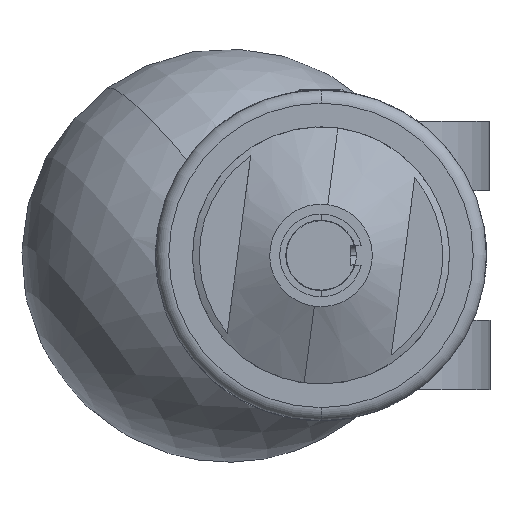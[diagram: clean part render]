
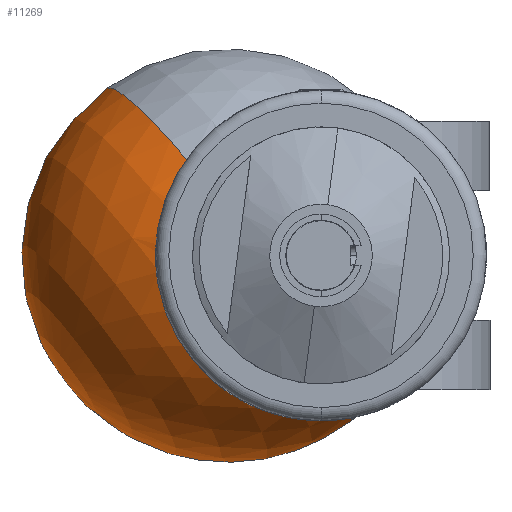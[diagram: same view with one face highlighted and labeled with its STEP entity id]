
A CAD part, left-side view. The second image highlights one B-rep face of the part: STEP entity #11269.
In plain terms, the highlighted spherical face has radius 15.875 mm.
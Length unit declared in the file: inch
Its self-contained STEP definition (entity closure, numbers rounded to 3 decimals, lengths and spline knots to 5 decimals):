
#187 = AXIS2_PLACEMENT_3D ( 'NONE', #4194, #12275, #6138 ) ;
#330 = DIRECTION ( 'NONE',  ( 0., -0.59, -0.808 ) ) ;
#1006 = DIRECTION ( 'NONE',  ( 0.988, 0.156, 0. ) ) ;
#2096 = CARTESIAN_POINT ( 'NONE',  ( 5.13993, 0.39068, -0.14627 ) ) ;
#2304 = ORIENTED_EDGE ( 'NONE', *, *, #9878, .T. ) ;
#2388 = CIRCLE ( 'NONE', #4726, 0.25 ) ;
#2483 = VERTEX_POINT ( 'NONE', #7106 ) ;
#4194 = CARTESIAN_POINT ( 'NONE',  ( 5.73742, 0.28004, 0. ) ) ;
#4227 = VERTEX_POINT ( 'NONE', #7405 ) ;
#4466 = AXIS2_PLACEMENT_3D ( 'NONE', #9277, #11226, #330 ) ;
#4726 = AXIS2_PLACEMENT_3D ( 'NONE', #4850, #1006, #9835 ) ;
#4734 = CARTESIAN_POINT ( 'NONE',  ( 5.73742, 0.28004, 0. ) ) ;
#4850 = CARTESIAN_POINT ( 'NONE',  ( 5.17165, 0.19044, 0. ) ) ;
#5496 = EDGE_CURVE ( 'NONE', #6299, #4227, #6389, .T. ) ;
#5815 = ORIENTED_EDGE ( 'NONE', *, *, #7382, .T. ) ;
#5894 = DIRECTION ( 'NONE',  ( 0.127, -0.801, 0.585 ) ) ;
#6138 = DIRECTION ( 'NONE',  ( 0.092, -0.578, -0.811 ) ) ;
#6221 = VERTEX_POINT ( 'NONE', #2096 ) ;
#6299 = VERTEX_POINT ( 'NONE', #12298 ) ;
#6389 = CIRCLE ( 'NONE', #4466, 0.625 ) ;
#6587 = DIRECTION ( 'NONE',  ( -0.127, 0.801, -0.585 ) ) ;
#6610 = CIRCLE ( 'NONE', #6808, 0.625 ) ;
#6808 = AXIS2_PLACEMENT_3D ( 'NONE', #4734, #6587, #8740 ) ;
#6858 = FACE_OUTER_BOUND ( 'NONE', #9043, .T. ) ;
#6982 = CARTESIAN_POINT ( 'NONE',  ( 5.17165, 0.19044, 0. ) ) ;
#6984 = EDGE_CURVE ( 'NONE', #6299, #2483, #6610, .T. ) ;
#7106 = CARTESIAN_POINT ( 'NONE',  ( 5.19453, 0.04597, -0.20274 ) ) ;
#7317 = SPHERICAL_SURFACE ( 'NONE', #187, 0.625 ) ;
#7340 = ORIENTED_EDGE ( 'NONE', *, *, #5496, .F. ) ;
#7382 = EDGE_CURVE ( 'NONE', #2483, #6221, #8699, .T. ) ;
#7405 = CARTESIAN_POINT ( 'NONE',  ( 5.14877, 0.3349, 0.20274 ) ) ;
#8699 = CIRCLE ( 'NONE', #12807, 0.25 ) ;
#8740 = DIRECTION ( 'NONE',  ( 0., 0.59, 0.808 ) ) ;
#9043 = EDGE_LOOP ( 'NONE', ( #7340, #9967, #5815, #2304 ) ) ;
#9277 = CARTESIAN_POINT ( 'NONE',  ( 5.73742, 0.28004, 0. ) ) ;
#9835 = DIRECTION ( 'NONE',  ( 0.127, -0.801, 0.585 ) ) ;
#9878 = EDGE_CURVE ( 'NONE', #6221, #4227, #2388, .T. ) ;
#9967 = ORIENTED_EDGE ( 'NONE', *, *, #6984, .T. ) ;
#11226 = DIRECTION ( 'NONE',  ( 0.127, -0.801, 0.585 ) ) ;
#11269 = ADVANCED_FACE ( 'NONE', ( #6858 ), #7317, .T. ) ;
#11882 = DIRECTION ( 'NONE',  ( 0.988, 0.156, 0. ) ) ;
#12275 = DIRECTION ( 'NONE',  ( 0.127, -0.801, 0.585 ) ) ;
#12298 = CARTESIAN_POINT ( 'NONE',  ( 6.35472, 0.37782, 0. ) ) ;
#12807 = AXIS2_PLACEMENT_3D ( 'NONE', #6982, #11882, #5894 ) ;
